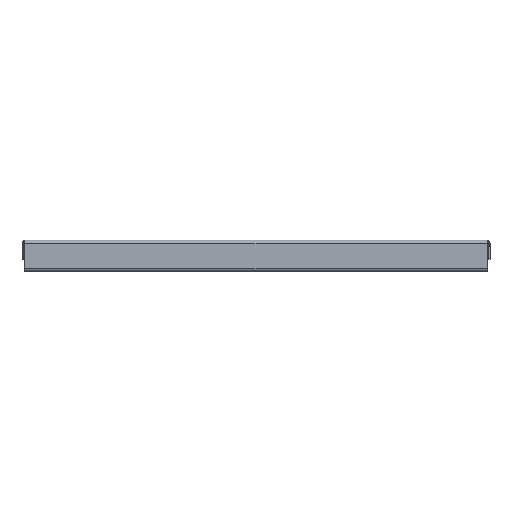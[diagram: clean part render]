
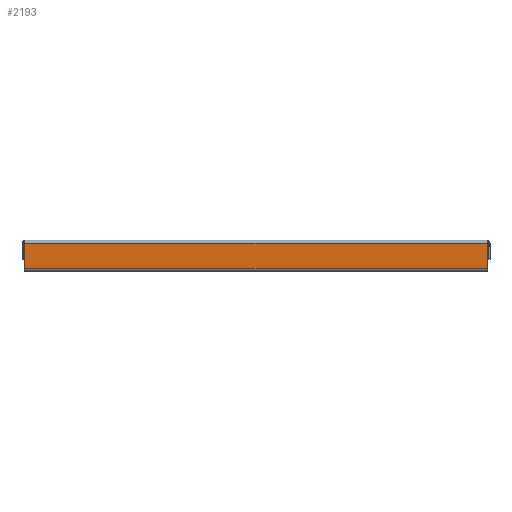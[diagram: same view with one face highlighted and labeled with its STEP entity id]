
A CAD part, top view. The second image highlights one B-rep face of the part: STEP entity #2193.
In plain terms, the highlighted planar face has unit normal (0, 0, 1).
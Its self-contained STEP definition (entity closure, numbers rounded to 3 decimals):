
#4 = CARTESIAN_POINT ( 'NONE',  ( 246., -3., 149. ) ) ;
#25 = CARTESIAN_POINT ( 'NONE',  ( 0., 0., 149. ) ) ;
#61 = EDGE_CURVE ( 'NONE', #5902, #482, #438, .T. ) ;
#403 = DIRECTION ( 'NONE',  ( -1., 0., 0. ) ) ;
#438 = LINE ( 'NONE', #5934, #6118 ) ;
#482 = VERTEX_POINT ( 'NONE', #4839 ) ;
#734 = ORIENTED_EDGE ( 'NONE', *, *, #3574, .T. ) ;
#1031 = VECTOR ( 'NONE', #403, 1000. ) ;
#1085 = AXIS2_PLACEMENT_3D ( 'NONE', #25, #4771, #3176 ) ;
#1087 = VECTOR ( 'NONE', #5067, 1000. ) ;
#1501 = EDGE_CURVE ( 'NONE', #482, #3001, #3723, .T. ) ;
#1609 = DIRECTION ( 'NONE',  ( 0., -1., 0. ) ) ;
#1618 = EDGE_CURVE ( 'NONE', #3001, #2768, #3235, .T. ) ;
#2028 = CARTESIAN_POINT ( 'NONE',  ( 0., -3., 149. ) ) ;
#2067 = CARTESIAN_POINT ( 'NONE',  ( -246., -30., 149. ) ) ;
#2193 = ADVANCED_FACE ( 'NONE', ( #4174 ), #3664, .T. ) ;
#2371 = VECTOR ( 'NONE', #5459, 1000. ) ;
#2768 = VERTEX_POINT ( 'NONE', #3269 ) ;
#3001 = VERTEX_POINT ( 'NONE', #2067 ) ;
#3083 = ORIENTED_EDGE ( 'NONE', *, *, #1618, .F. ) ;
#3176 = DIRECTION ( 'NONE',  ( 0., -1., 0. ) ) ;
#3235 = LINE ( 'NONE', #3339, #2371 ) ;
#3269 = CARTESIAN_POINT ( 'NONE',  ( -246., -3., 149. ) ) ;
#3339 = CARTESIAN_POINT ( 'NONE',  ( -246., -1.5, 149. ) ) ;
#3574 = EDGE_CURVE ( 'NONE', #5902, #2768, #6741, .T. ) ;
#3664 = PLANE ( 'NONE',  #1085 ) ;
#3723 = LINE ( 'NONE', #6890, #1031 ) ;
#4174 = FACE_OUTER_BOUND ( 'NONE', #5003, .T. ) ;
#4771 = DIRECTION ( 'NONE',  ( 0., 0., 1. ) ) ;
#4839 = CARTESIAN_POINT ( 'NONE',  ( 246., -30., 149. ) ) ;
#5003 = EDGE_LOOP ( 'NONE', ( #6366, #734, #3083, #5881 ) ) ;
#5067 = DIRECTION ( 'NONE',  ( -1., 0., 0. ) ) ;
#5459 = DIRECTION ( 'NONE',  ( 0., 1., 0. ) ) ;
#5881 = ORIENTED_EDGE ( 'NONE', *, *, #1501, .F. ) ;
#5902 = VERTEX_POINT ( 'NONE', #4 ) ;
#5934 = CARTESIAN_POINT ( 'NONE',  ( 246., -30., 149. ) ) ;
#6118 = VECTOR ( 'NONE', #1609, 1000. ) ;
#6366 = ORIENTED_EDGE ( 'NONE', *, *, #61, .F. ) ;
#6741 = LINE ( 'NONE', #2028, #1087 ) ;
#6890 = CARTESIAN_POINT ( 'NONE',  ( -246., -30., 149. ) ) ;
